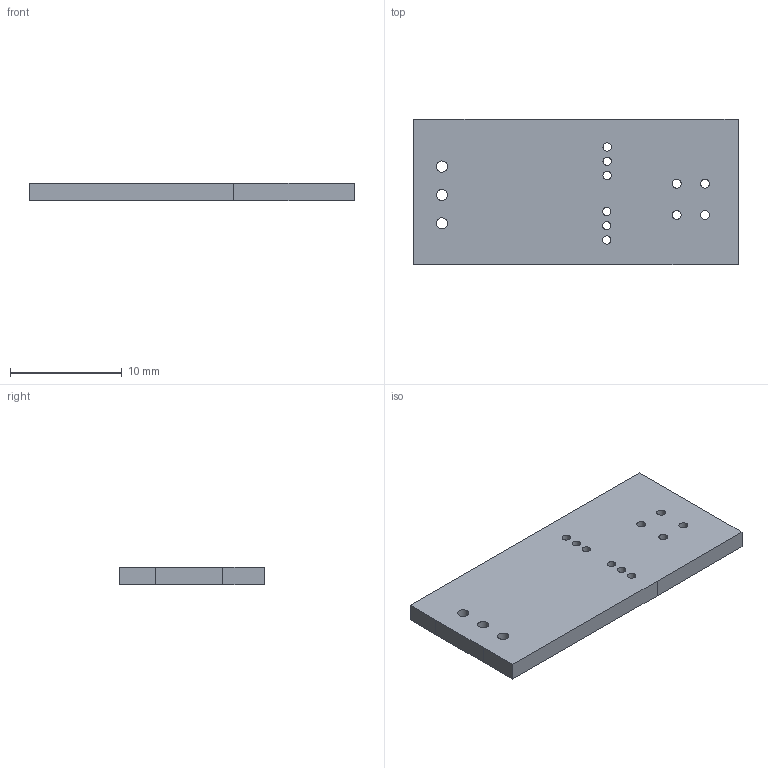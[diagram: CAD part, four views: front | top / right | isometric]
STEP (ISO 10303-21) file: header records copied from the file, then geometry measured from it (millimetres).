
FILE_DESCRIPTION(('KiCad electronic assembly'),'2;1');
FILE_NAME('CNY70_PCB.step','2022-06-15T17:00:57',('Pcbnew'),('Kicad'), 'Open CASCADE STEP processor 7.6','KiCad to STEP converter','Unknown' );
FILE_SCHEMA(('AUTOMOTIVE_DESIGN { 1 0 10303 214 1 1 1 1 }'));
Length unit declared in the file: millimetre
Products named in the file (2): CNY70_PCB 1; _autosave-CNY70_PCB PCB
Assembly tree (1 placements, depth 2):
  CNY70_PCB 1
    _autosave-CNY70_PCB PCB
Bounding box: 29 x 13 x 1.6 mm (x, y, z)
Volume: 592 mm3; surface area: 928.1 mm2
Topology: 1 solids, 1 shells, 25 faces, 69 edges, 46 vertices
Faces by surface type: cylinder 13, plane 12
Full cylindrical faces by diameter (mm): 0.75 x6, 0.8 x4, 1 x3
Entity records: 1883 total; most frequent: CARTESIAN_POINT 436, DIRECTION 261, LINE 155, VECTOR 155, ORIENTED_EDGE 138, PCURVE 138, DEFINITIONAL_REPRESENTATION 138, EDGE_CURVE 69
